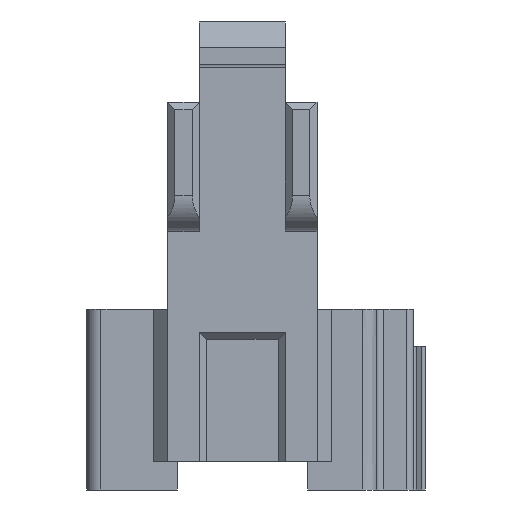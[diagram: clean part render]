
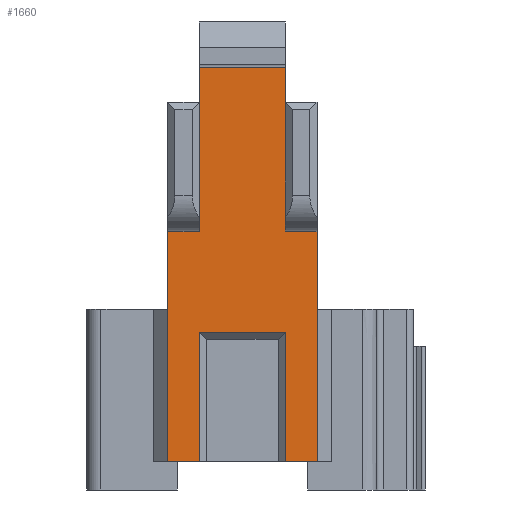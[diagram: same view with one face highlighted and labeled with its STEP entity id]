
A CAD part, left-side view. The second image highlights one B-rep face of the part: STEP entity #1660.
In plain terms, the highlighted planar face has unit normal (-1, 0, 0).
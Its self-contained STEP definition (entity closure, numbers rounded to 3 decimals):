
#1378=FACE_OUTER_BOUND('',#2219,.T.);
#1660=ADVANCED_FACE('',(#1378),#1927,.T.);
#1927=PLANE('',#7830);
#2219=EDGE_LOOP('',(#3082,#3083,#3084,#3085,#3086,#3087,#3088,#3089,#3090,
#3091,#3092,#3093,#3094,#3095));
#3082=ORIENTED_EDGE('',*,*,#4977,.T.);
#3083=ORIENTED_EDGE('',*,*,#4978,.T.);
#3084=ORIENTED_EDGE('',*,*,#4979,.T.);
#3085=ORIENTED_EDGE('',*,*,#4958,.T.);
#3086=ORIENTED_EDGE('',*,*,#4956,.T.);
#3087=ORIENTED_EDGE('',*,*,#4723,.T.);
#3088=ORIENTED_EDGE('',*,*,#4728,.T.);
#3089=ORIENTED_EDGE('',*,*,#4731,.T.);
#3090=ORIENTED_EDGE('',*,*,#4750,.T.);
#3091=ORIENTED_EDGE('',*,*,#4752,.T.);
#3092=ORIENTED_EDGE('',*,*,#4945,.T.);
#3093=ORIENTED_EDGE('',*,*,#4980,.T.);
#3094=ORIENTED_EDGE('',*,*,#4972,.T.);
#3095=ORIENTED_EDGE('',*,*,#4975,.T.);
#4158=VERTEX_POINT('',#10211);
#4159=VERTEX_POINT('',#10212);
#4161=VERTEX_POINT('',#10219);
#4163=VERTEX_POINT('',#10225);
#4175=VERTEX_POINT('',#10275);
#4176=VERTEX_POINT('',#10279);
#4307=VERTEX_POINT('',#10665);
#4313=VERTEX_POINT('',#10687);
#4314=VERTEX_POINT('',#10691);
#4323=VERTEX_POINT('',#10718);
#4324=VERTEX_POINT('',#10720);
#4325=VERTEX_POINT('',#10724);
#4326=VERTEX_POINT('',#10728);
#4327=VERTEX_POINT('',#10732);
#4723=EDGE_CURVE('',#4158,#4159,#5992,.T.);
#4728=EDGE_CURVE('',#4159,#4161,#5995,.T.);
#4731=EDGE_CURVE('',#4161,#4163,#5998,.T.);
#4750=EDGE_CURVE('',#4163,#4175,#6013,.T.);
#4752=EDGE_CURVE('',#4175,#4176,#6015,.T.);
#4945=EDGE_CURVE('',#4176,#4307,#6172,.T.);
#4956=EDGE_CURVE('',#4313,#4158,#6183,.T.);
#4958=EDGE_CURVE('',#4314,#4313,#6185,.T.);
#4972=EDGE_CURVE('',#4324,#4323,#6199,.T.);
#4975=EDGE_CURVE('',#4323,#4325,#6202,.T.);
#4977=EDGE_CURVE('',#4325,#4326,#6204,.T.);
#4978=EDGE_CURVE('',#4326,#4327,#6205,.T.);
#4979=EDGE_CURVE('',#4327,#4314,#6206,.T.);
#4980=EDGE_CURVE('',#4307,#4324,#6207,.T.);
#5992=LINE('',#10210,#6743);
#5995=LINE('',#10220,#6746);
#5998=LINE('',#10226,#6749);
#6013=LINE('',#10276,#6764);
#6015=LINE('',#10280,#6766);
#6172=LINE('',#10666,#6923);
#6183=LINE('',#10686,#6934);
#6185=LINE('',#10690,#6936);
#6199=LINE('',#10719,#6950);
#6202=LINE('',#10725,#6953);
#6204=LINE('',#10729,#6955);
#6205=LINE('',#10731,#6956);
#6206=LINE('',#10733,#6957);
#6207=LINE('',#10734,#6958);
#6743=VECTOR('',#8406,1.);
#6746=VECTOR('',#8415,1.);
#6749=VECTOR('',#8420,1.);
#6764=VECTOR('',#8453,1.);
#6766=VECTOR('',#8457,1.);
#6923=VECTOR('',#8810,1.);
#6934=VECTOR('',#8829,1.);
#6936=VECTOR('',#8833,1.);
#6950=VECTOR('',#8857,1.);
#6953=VECTOR('',#8862,1.);
#6955=VECTOR('',#8866,1.);
#6956=VECTOR('',#8869,1.);
#6957=VECTOR('',#8870,1.);
#6958=VECTOR('',#8871,1.);
#7830=AXIS2_PLACEMENT_3D('',#10735,#8872,#8873);
#8406=DIRECTION('',(0.,0.,1.));
#8415=DIRECTION('',(0.,1.,0.));
#8420=DIRECTION('',(0.,0.,-1.));
#8453=DIRECTION('',(0.,0.,-1.));
#8457=DIRECTION('',(0.,1.,0.));
#8810=DIRECTION('',(0.,0.,-1.));
#8829=DIRECTION('',(0.,0.,1.));
#8833=DIRECTION('',(0.,1.,0.));
#8857=DIRECTION('',(0.,0.,1.));
#8862=DIRECTION('',(0.,-1.,0.));
#8866=DIRECTION('',(0.,0.,-1.));
#8869=DIRECTION('',(0.,-1.,0.));
#8870=DIRECTION('',(0.,0.,1.));
#8871=DIRECTION('',(0.,-1.,0.));
#8872=DIRECTION('',(-1.,0.,0.));
#8873=DIRECTION('',(0.,0.,-1.));
#10210=CARTESIAN_POINT('',(-18.7,-3.,27.));
#10211=CARTESIAN_POINT('',(-18.7,-3.,27.));
#10212=CARTESIAN_POINT('',(-18.7,-3.,29.45));
#10219=CARTESIAN_POINT('',(-18.7,3.,29.45));
#10220=CARTESIAN_POINT('',(-18.7,-3.,29.45));
#10225=CARTESIAN_POINT('',(-18.7,3.,27.));
#10226=CARTESIAN_POINT('',(-18.7,3.,29.45));
#10275=CARTESIAN_POINT('',(-18.7,3.,18.));
#10276=CARTESIAN_POINT('',(-18.7,3.,27.));
#10279=CARTESIAN_POINT('',(-18.7,5.2,18.));
#10280=CARTESIAN_POINT('',(-18.7,3.,18.));
#10665=CARTESIAN_POINT('',(-18.7,5.2,2.));
#10666=CARTESIAN_POINT('',(-18.7,5.2,18.));
#10686=CARTESIAN_POINT('',(-18.7,-3.,18.));
#10687=CARTESIAN_POINT('',(-18.7,-3.,18.));
#10690=CARTESIAN_POINT('',(-18.7,-5.2,18.));
#10691=CARTESIAN_POINT('',(-18.7,-5.2,18.));
#10718=CARTESIAN_POINT('',(-18.7,3.,11.));
#10719=CARTESIAN_POINT('',(-18.7,3.,2.));
#10720=CARTESIAN_POINT('',(-18.7,3.,2.));
#10724=CARTESIAN_POINT('',(-18.7,-3.,11.));
#10725=CARTESIAN_POINT('',(-18.7,3.,11.));
#10728=CARTESIAN_POINT('',(-18.7,-3.,2.));
#10729=CARTESIAN_POINT('',(-18.7,-3.,11.));
#10731=CARTESIAN_POINT('',(-18.7,-3.,2.));
#10732=CARTESIAN_POINT('',(-18.7,-5.2,2.));
#10733=CARTESIAN_POINT('',(-18.7,-5.2,2.));
#10734=CARTESIAN_POINT('',(-18.7,5.2,2.));
#10735=CARTESIAN_POINT('',(-18.7,5.2,29.45));
